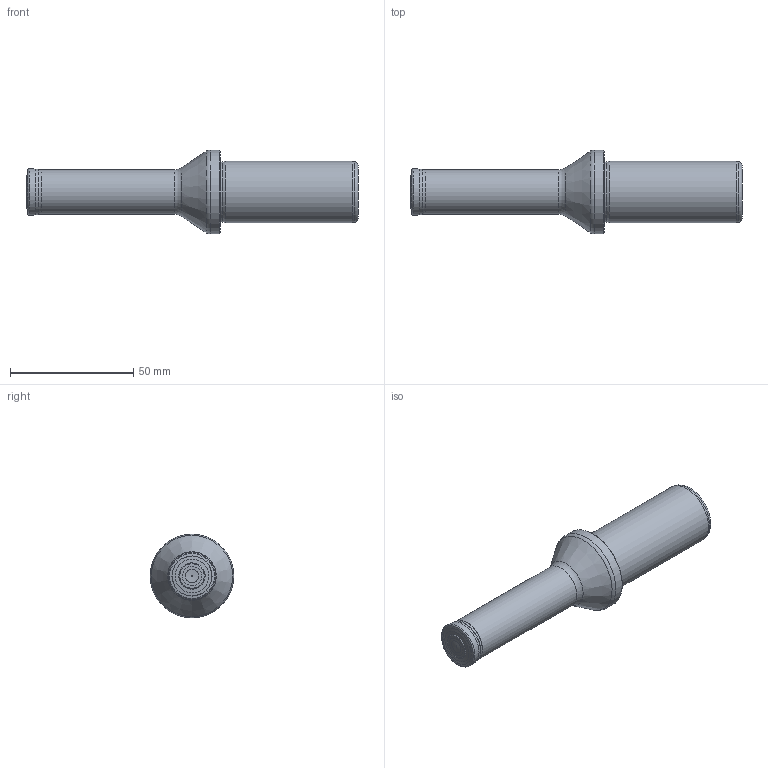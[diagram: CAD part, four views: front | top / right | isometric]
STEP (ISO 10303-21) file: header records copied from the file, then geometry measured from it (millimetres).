
FILE_DESCRIPTION(/* description */ (''),/* implementation_level */ '2;1');
FILE_NAME(/* name */ 'ATUM-19XD3-SO-063005-light.stp',/* time_stamp */ '2023-10-31T14:34:43+03:00',/* author */ (''),/* organization */ (''),/* preprocessor_version */ 'ST-DEVELOPER v19.4',/* originating_system */ 'SIEMENS PLM Software NX2306.3001',/* authorisation */ '');
FILE_SCHEMA (('AUTOMOTIVE_DESIGN { 1 0 10303 214 3 1 1 1 }'));
Length unit declared in the file: millimetre
Products named in the file (1): STP_ATUM 17.5XD3 SO.. 063005
Bounding box: 134.9 x 34 x 34 mm (x, y, z)
Volume: 55638.2 mm3; surface area: 11472.6 mm2
Topology: 2 solids, 2 shells, 40 faces, 92 edges, 57 vertices
Faces by surface type: revolution 19, torus 7, cone 5, plane 5, cylinder 4
Full cylindrical faces by diameter (mm): 18 x1, 24.5 x1, 25 x1, 34 x1
Entity records: 916 total; most frequent: CARTESIAN_POINT 220, DIRECTION 139, EDGE_LOOP 76, ORIENTED_EDGE 76, FACE_BOUND 72, AXIS2_PLACEMENT_3D 60, ADVANCED_FACE 40, VERTEX_POINT 38
